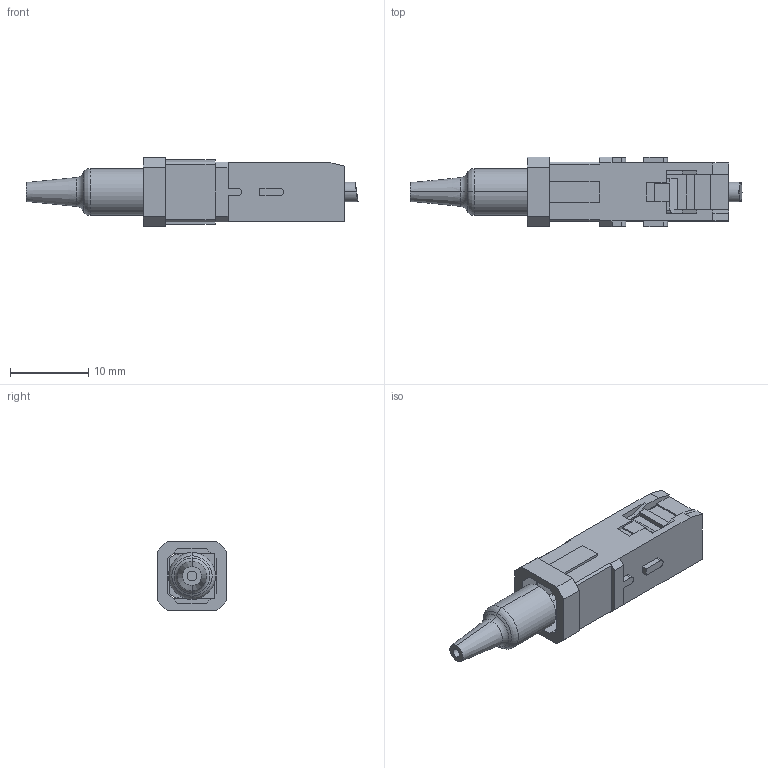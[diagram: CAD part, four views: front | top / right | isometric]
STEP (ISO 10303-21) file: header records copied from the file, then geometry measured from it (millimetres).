
FILE_DESCRIPTION (( 'STEP AP214' ), '1' );
FILE_NAME ('FOC-SCASMS09.STEP', '2020-02-25T21:08:01', ( '' ), ( '' ), 'SwSTEP 2.0', 'SolidWorks 2018', '' );
FILE_SCHEMA (( 'AUTOMOTIVE_DESIGN' ));
Length unit declared in the file: millimetre
Products named in the file (4): 1AF04-011-MA1; FOC-SCASMS09; CONN-95-200-08-BP3B MA2; 1AF04-017-MA1
Assembly tree (3 placements, depth 2):
  FOC-SCASMS09
    1AF04-011-MA1
    CONN-95-200-08-BP3B MA2
    1AF04-017-MA1
Bounding box: 42.47 x 8.89 x 8.89 mm (x, y, z)
Volume: 1250.2 mm3; surface area: 2618.5 mm2
Topology: 3 solids, 3 shells, 202 faces, 549 edges, 358 vertices
Faces by surface type: plane 164, cylinder 24, cone 8, torus 4, bspline 2
Entity records: 6969 total; most frequent: CARTESIAN_POINT 1279, ORIENTED_EDGE 1098, DIRECTION 1019, EDGE_CURVE 549, VECTOR 467, LINE 467, VERTEX_POINT 358, AXIS2_PLACEMENT_3D 276
